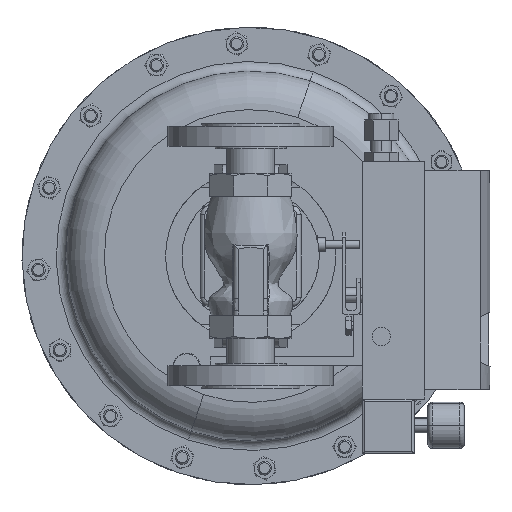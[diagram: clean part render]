
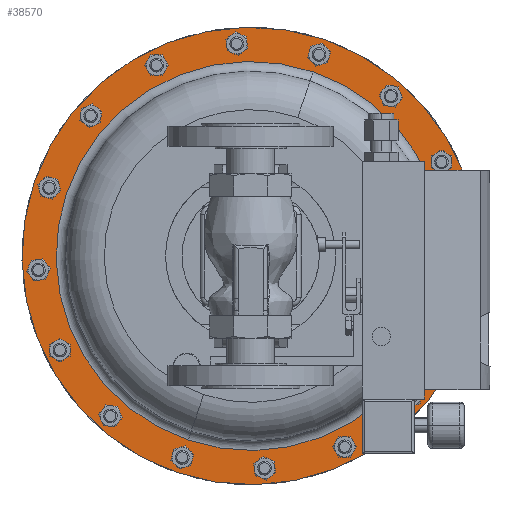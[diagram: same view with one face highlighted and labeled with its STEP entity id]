
A CAD part, front view. The second image highlights one B-rep face of the part: STEP entity #38570.
In plain terms, the highlighted planar face has unit normal (0, -1, 0).
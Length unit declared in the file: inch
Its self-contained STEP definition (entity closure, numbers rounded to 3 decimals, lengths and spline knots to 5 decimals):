
#2343 = ORIENTED_EDGE ( 'NONE', *, *, #17008, .F. ) ;
#2506 = VERTEX_POINT ( 'NONE', #29056 ) ;
#2658 = CARTESIAN_POINT ( 'NONE',  ( 0., 9.4, -2.25 ) ) ;
#2739 = DIRECTION ( 'NONE',  ( -0.321, 0., -0.947 ) ) ;
#2910 = AXIS2_PLACEMENT_3D ( 'NONE', #41745, #22316, #2739 ) ;
#3666 = AXIS2_PLACEMENT_3D ( 'NONE', #7212, #29951, #10484 ) ;
#4346 = AXIS2_PLACEMENT_3D ( 'NONE', #15578, #31902, #12443 ) ;
#4969 = AXIS2_PLACEMENT_3D ( 'NONE', #8686, #31437, #11972 ) ;
#5890 = ORIENTED_EDGE ( 'NONE', *, *, #8110, .F. ) ;
#5958 = DIRECTION ( 'NONE',  ( -0.321, 0., -0.947 ) ) ;
#6353 = FACE_OUTER_BOUND ( 'NONE', #38396, .T. ) ;
#6665 = VERTEX_POINT ( 'NONE', #31205 ) ;
#7003 = VERTEX_POINT ( 'NONE', #13719 ) ;
#7212 = CARTESIAN_POINT ( 'NONE',  ( 0., 9.4, -2.25 ) ) ;
#8110 = EDGE_CURVE ( 'NONE', #2506, #34561, #39514, .T. ) ;
#8686 = CARTESIAN_POINT ( 'NONE',  ( 0., 9.4, -2.25 ) ) ;
#9158 = PLANE ( 'NONE',  #4346 ) ;
#9330 = ORIENTED_EDGE ( 'NONE', *, *, #33793, .T. ) ;
#10484 = DIRECTION ( 'NONE',  ( -0.321, 0., -0.947 ) ) ;
#11972 = DIRECTION ( 'NONE',  ( -0.321, 0., -0.947 ) ) ;
#12443 = DIRECTION ( 'NONE',  ( 0.321, 0., 0.947 ) ) ;
#13719 = CARTESIAN_POINT ( 'NONE',  ( 1.70845, 9.4, 2.78293 ) ) ;
#15578 = CARTESIAN_POINT ( 'NONE',  ( -5.91831, 9.4, -0.241 ) ) ;
#17008 = EDGE_CURVE ( 'NONE', #34561, #2506, #28398, .T. ) ;
#21130 = CIRCLE ( 'NONE', #2910, 5.315 ) ;
#22316 = DIRECTION ( 'NONE',  ( 0., 1., 0. ) ) ;
#25004 = ORIENTED_EDGE ( 'NONE', *, *, #29047, .T. ) ;
#25481 = DIRECTION ( 'NONE',  ( 0., 1., 0. ) ) ;
#27374 = EDGE_LOOP ( 'NONE', ( #25004, #9330 ) ) ;
#28398 = CIRCLE ( 'NONE', #3666, 6.25 ) ;
#29047 = EDGE_CURVE ( 'NONE', #6665, #7003, #21130, .T. ) ;
#29056 = CARTESIAN_POINT ( 'NONE',  ( -2.009, 9.4, -8.16831 ) ) ;
#29951 = DIRECTION ( 'NONE',  ( 0., 1., 0. ) ) ;
#30653 = CARTESIAN_POINT ( 'NONE',  ( 2.009, 9.4, 3.66831 ) ) ;
#31205 = CARTESIAN_POINT ( 'NONE',  ( -1.70845, 9.4, -7.28293 ) ) ;
#31437 = DIRECTION ( 'NONE',  ( 0., 1., 0. ) ) ;
#31902 = DIRECTION ( 'NONE',  ( 0., -1., 0. ) ) ;
#32313 = FACE_BOUND ( 'NONE', #27374, .T. ) ;
#33793 = EDGE_CURVE ( 'NONE', #7003, #6665, #35552, .T. ) ;
#34561 = VERTEX_POINT ( 'NONE', #30653 ) ;
#35552 = CIRCLE ( 'NONE', #38550, 5.315 ) ;
#38396 = EDGE_LOOP ( 'NONE', ( #5890, #2343 ) ) ;
#38550 = AXIS2_PLACEMENT_3D ( 'NONE', #2658, #25481, #5958 ) ;
#38570 = ADVANCED_FACE ( 'NONE', ( #32313, #6353 ), #9158, .T. ) ;
#39514 = CIRCLE ( 'NONE', #4969, 6.25 ) ;
#41745 = CARTESIAN_POINT ( 'NONE',  ( 0., 9.4, -2.25 ) ) ;
